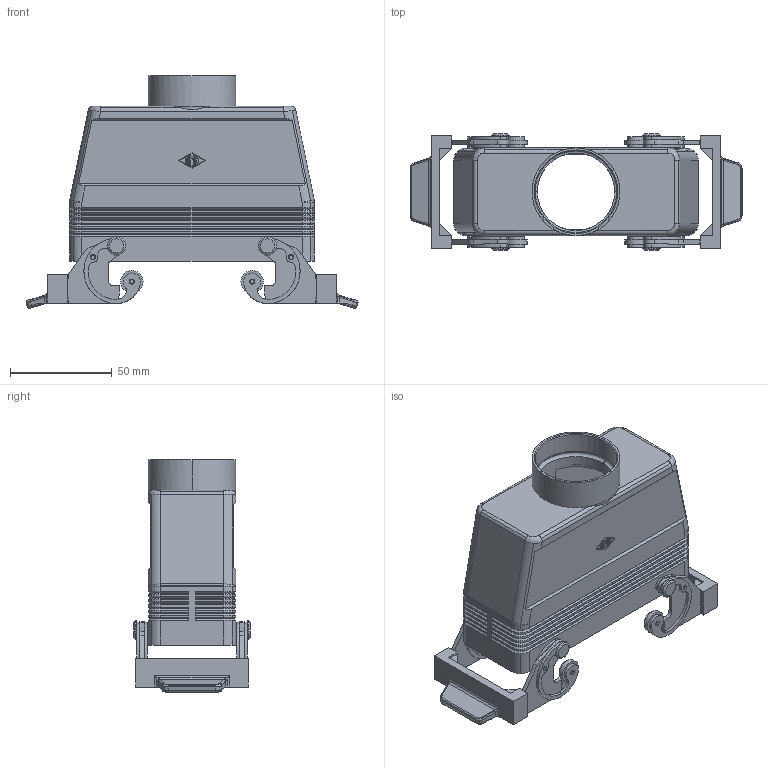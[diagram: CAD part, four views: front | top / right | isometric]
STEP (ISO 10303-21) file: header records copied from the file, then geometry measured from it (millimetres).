
FILE_DESCRIPTION((''),'2;1');
FILE_NAME('MMAV 16 X40.stp','2006-12-21T11:33:00',('gembarski'),(''),'Autodesk Inventor 7','Autodesk Inventor 7','');
FILE_SCHEMA(('AUTOMOTIVE_DESIGN { 1 0 10303 214 1 1 1 1 }'));
Length unit declared in the file: millimetre
Products named in the file (1): CAV Tüllengehäuse 2 Bügel für einen Einsatz Teil A
Bounding box: 162.79 x 57 x 114.08 mm (x, y, z)
Volume: 103597.4 mm3; surface area: 72636.1 mm2
Topology: 1 solids, 5 shells, 951 faces, 2389 edges, 1474 vertices
Faces by surface type: bspline 291, plane 286, cylinder 250, cone 104, torus 16, sphere 4
Entity records: 31962 total; most frequent: CARTESIAN_POINT 9412, ORIENTED_EDGE 4754, DIRECTION 4721, EDGE_CURVE 2377, AXIS2_PLACEMENT_3D 1693, VERTEX_POINT 1474, VECTOR 1335, LINE 1335
